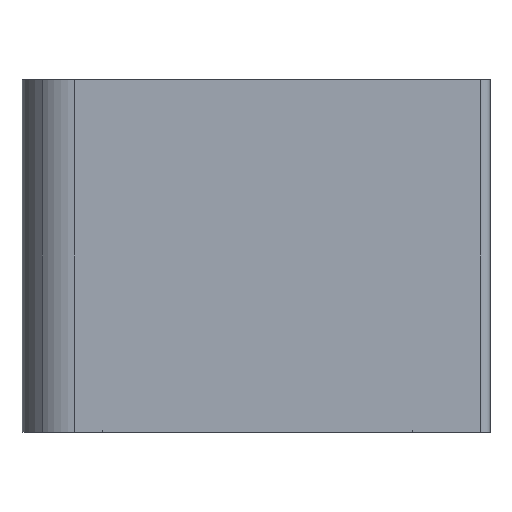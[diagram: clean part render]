
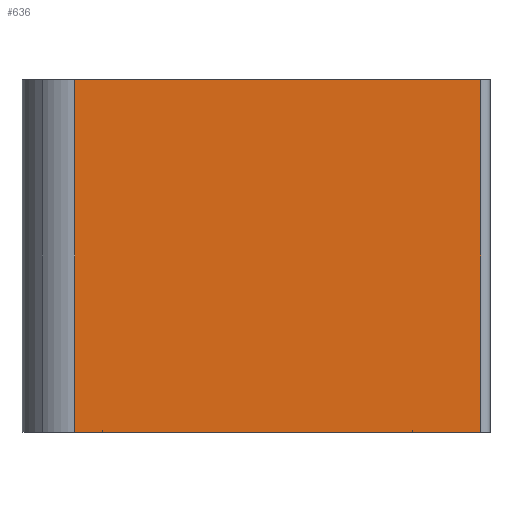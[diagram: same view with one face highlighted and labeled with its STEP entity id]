
A CAD part, left-side view. The second image highlights one B-rep face of the part: STEP entity #636.
In plain terms, the highlighted planar face has unit normal (-1, 0, 0).
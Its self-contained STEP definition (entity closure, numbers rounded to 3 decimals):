
#47 = VECTOR ( 'NONE', #1681, 1000. ) ;
#102 = ORIENTED_EDGE ( 'NONE', *, *, #1133, .T. ) ;
#169 = ORIENTED_EDGE ( 'NONE', *, *, #257, .F. ) ;
#226 = VECTOR ( 'NONE', #645, 1000. ) ;
#257 = EDGE_CURVE ( 'NONE', #1544, #926, #1001, .T. ) ;
#283 = CARTESIAN_POINT ( 'NONE',  ( -12.999, -0.197, 6.1 ) ) ;
#292 = DIRECTION ( 'NONE',  ( 0., 0., -1. ) ) ;
#395 = DIRECTION ( 'NONE',  ( -1., 0., 0. ) ) ;
#423 = DIRECTION ( 'NONE',  ( 0., -1., 0. ) ) ;
#445 = ORIENTED_EDGE ( 'NONE', *, *, #1684, .T. ) ;
#494 = VERTEX_POINT ( 'NONE', #1321 ) ;
#529 = VERTEX_POINT ( 'NONE', #1791 ) ;
#540 = LINE ( 'NONE', #1573, #1571 ) ;
#573 = CARTESIAN_POINT ( 'NONE',  ( -12.999, 2.003, -5.25 ) ) ;
#585 = LINE ( 'NONE', #1188, #1091 ) ;
#600 = CARTESIAN_POINT ( 'NONE',  ( -12.999, -0.197, 6.1 ) ) ;
#603 = EDGE_CURVE ( 'NONE', #1503, #1544, #679, .T. ) ;
#636 = ADVANCED_FACE ( 'NONE', ( #1114 ), #1279, .T. ) ;
#645 = DIRECTION ( 'NONE',  ( 0., 1., 0. ) ) ;
#678 = ORIENTED_EDGE ( 'NONE', *, *, #1821, .F. ) ;
#679 = LINE ( 'NONE', #944, #226 ) ;
#807 = CARTESIAN_POINT ( 'NONE',  ( -12.999, -0.197, -5.25 ) ) ;
#875 = CARTESIAN_POINT ( 'NONE',  ( -12.999, 12.003, -5.25 ) ) ;
#926 = VERTEX_POINT ( 'NONE', #1246 ) ;
#944 = CARTESIAN_POINT ( 'NONE',  ( -12.999, -0.197, -5.25 ) ) ;
#992 = DIRECTION ( 'NONE',  ( 0., 1., 0. ) ) ;
#1001 = LINE ( 'NONE', #1437, #1029 ) ;
#1029 = VECTOR ( 'NONE', #992, 1000. ) ;
#1091 = VECTOR ( 'NONE', #292, 1000. ) ;
#1114 = FACE_OUTER_BOUND ( 'NONE', #1639, .T. ) ;
#1133 = EDGE_CURVE ( 'NONE', #494, #926, #540, .T. ) ;
#1188 = CARTESIAN_POINT ( 'NONE',  ( -12.999, -0.197, 6.1 ) ) ;
#1214 = DIRECTION ( 'NONE',  ( 0., 1., 0. ) ) ;
#1225 = VECTOR ( 'NONE', #1214, 1000. ) ;
#1246 = CARTESIAN_POINT ( 'NONE',  ( -12.999, 12.881, -5.25 ) ) ;
#1250 = EDGE_CURVE ( 'NONE', #1802, #529, #585, .T. ) ;
#1260 = ORIENTED_EDGE ( 'NONE', *, *, #1250, .F. ) ;
#1279 = PLANE ( 'NONE',  #1707 ) ;
#1321 = CARTESIAN_POINT ( 'NONE',  ( -12.999, 12.881, 6.1 ) ) ;
#1357 = LINE ( 'NONE', #600, #1225 ) ;
#1437 = CARTESIAN_POINT ( 'NONE',  ( -12.999, -0.197, -5.25 ) ) ;
#1503 = VERTEX_POINT ( 'NONE', #573 ) ;
#1515 = LINE ( 'NONE', #807, #47 ) ;
#1544 = VERTEX_POINT ( 'NONE', #875 ) ;
#1571 = VECTOR ( 'NONE', #1720, 1000. ) ;
#1573 = CARTESIAN_POINT ( 'NONE',  ( -12.999, 12.881, 6.1 ) ) ;
#1639 = EDGE_LOOP ( 'NONE', ( #678, #1260, #445, #102, #169, #1870 ) ) ;
#1669 = CARTESIAN_POINT ( 'NONE',  ( -12.999, -0.197, 6.1 ) ) ;
#1681 = DIRECTION ( 'NONE',  ( 0., 1., 0. ) ) ;
#1684 = EDGE_CURVE ( 'NONE', #1802, #494, #1357, .T. ) ;
#1707 = AXIS2_PLACEMENT_3D ( 'NONE', #283, #395, #423 ) ;
#1720 = DIRECTION ( 'NONE',  ( 0., 0., -1. ) ) ;
#1791 = CARTESIAN_POINT ( 'NONE',  ( -12.999, -0.197, -5.25 ) ) ;
#1802 = VERTEX_POINT ( 'NONE', #1669 ) ;
#1821 = EDGE_CURVE ( 'NONE', #529, #1503, #1515, .T. ) ;
#1870 = ORIENTED_EDGE ( 'NONE', *, *, #603, .F. ) ;
